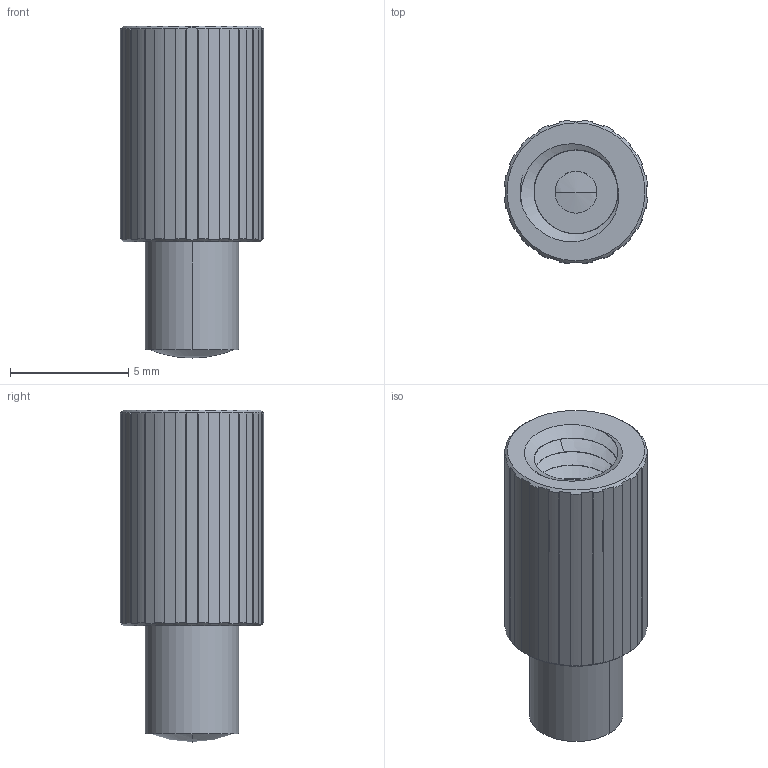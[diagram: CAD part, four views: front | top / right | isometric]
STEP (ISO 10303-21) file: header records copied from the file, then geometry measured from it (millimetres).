
FILE_DESCRIPTION((''),'2;1');
FILE_NAME('166394_ASM','2016-01-05T',('pdmadmin'),(''),'PRO/ENGINEER BY PARAMETRIC TECHNOLOGY CORPORATION, 2013230','PRO/ENGINEER BY PARAMETRIC TECHNOLOGY CORPORATION, 2013230','');
FILE_SCHEMA(('CONFIG_CONTROL_DESIGN'));
Length unit declared in the file: inch
Products named in the file (3): 66752; 39272; 166394_ASM
Assembly tree (2 placements, depth 2):
  166394_ASM
    66752
    39272
Bounding box: 6.07 x 6.07 x 14.07 mm (x, y, z)
Volume: 189.4 mm3; surface area: 562.9 mm2
Topology: 2 solids, 2 shells, 136 faces, 381 edges, 248 vertices
Faces by surface type: plane 66, cylinder 50, bspline 10, cone 6, sphere 4
Entity records: 6362 total; most frequent: CARTESIAN_POINT 2943, ORIENTED_EDGE 754, DIRECTION 617, EDGE_CURVE 377, VERTEX_POINT 248, AXIS2_PLACEMENT_3D 207, VECTOR 203, LINE 203
